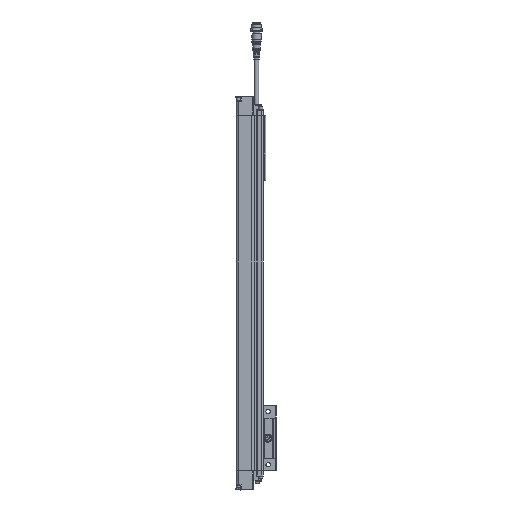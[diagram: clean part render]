
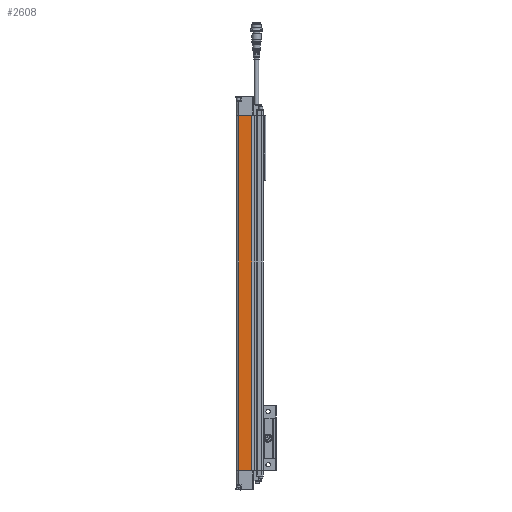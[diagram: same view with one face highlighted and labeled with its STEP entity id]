
A CAD part, left-side view. The second image highlights one B-rep face of the part: STEP entity #2608.
In plain terms, the highlighted planar face has unit normal (-1, 0, 0).
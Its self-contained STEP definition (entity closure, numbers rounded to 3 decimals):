
#2608 = ADVANCED_FACE ( 'NONE', ( #26267 ), #48227, .F. ) ;
#2707 = LINE ( 'NONE', #51992, #54046 ) ;
#2836 = ORIENTED_EDGE ( 'NONE', *, *, #6452, .F. ) ;
#4618 = VECTOR ( 'NONE', #48560, 1000. ) ;
#5875 = CARTESIAN_POINT ( 'NONE',  ( -14., 14.25, -320. ) ) ;
#6452 = EDGE_CURVE ( 'NONE', #44561, #29494, #9085, .T. ) ;
#9085 = LINE ( 'NONE', #17625, #12180 ) ;
#9316 = AXIS2_PLACEMENT_3D ( 'NONE', #25671, #13038, #30106 ) ;
#9630 = CARTESIAN_POINT ( 'NONE',  ( -14., -65.922, 120. ) ) ;
#10237 = CARTESIAN_POINT ( 'NONE',  ( -14., 30.452, -320. ) ) ;
#12180 = VECTOR ( 'NONE', #27598, 1000. ) ;
#12893 = EDGE_CURVE ( 'NONE', #29494, #19685, #26980, .T. ) ;
#13038 = DIRECTION ( 'NONE',  ( 1., 0., 0. ) ) ;
#14326 = DIRECTION ( 'NONE',  ( 0., -1., 0. ) ) ;
#15893 = ORIENTED_EDGE ( 'NONE', *, *, #37625, .F. ) ;
#17174 = VECTOR ( 'NONE', #14326, 1000. ) ;
#17625 = CARTESIAN_POINT ( 'NONE',  ( -14., 30.452, 120. ) ) ;
#19685 = VERTEX_POINT ( 'NONE', #39562 ) ;
#20613 = DIRECTION ( 'NONE',  ( 0., -1., 0. ) ) ;
#22467 = LINE ( 'NONE', #40380, #4618 ) ;
#25671 = CARTESIAN_POINT ( 'NONE',  ( -14., 30.452, 120. ) ) ;
#26267 = FACE_OUTER_BOUND ( 'NONE', #51879, .T. ) ;
#26980 = LINE ( 'NONE', #9630, #17174 ) ;
#27598 = DIRECTION ( 'NONE',  ( 0., 0., 1. ) ) ;
#29494 = VERTEX_POINT ( 'NONE', #46109 ) ;
#30106 = DIRECTION ( 'NONE',  ( 0., 1., 0. ) ) ;
#30619 = ORIENTED_EDGE ( 'NONE', *, *, #12893, .F. ) ;
#32486 = EDGE_CURVE ( 'NONE', #44561, #48856, #2707, .T. ) ;
#37625 = EDGE_CURVE ( 'NONE', #19685, #48856, #22467, .T. ) ;
#39562 = CARTESIAN_POINT ( 'NONE',  ( -14., 14.25, 120. ) ) ;
#40380 = CARTESIAN_POINT ( 'NONE',  ( -14., 14.25, 120. ) ) ;
#44561 = VERTEX_POINT ( 'NONE', #10237 ) ;
#46109 = CARTESIAN_POINT ( 'NONE',  ( -14., 30.452, 120. ) ) ;
#48227 = PLANE ( 'NONE',  #9316 ) ;
#48560 = DIRECTION ( 'NONE',  ( 0., 0., -1. ) ) ;
#48856 = VERTEX_POINT ( 'NONE', #5875 ) ;
#51002 = ORIENTED_EDGE ( 'NONE', *, *, #32486, .T. ) ;
#51879 = EDGE_LOOP ( 'NONE', ( #30619, #2836, #51002, #15893 ) ) ;
#51992 = CARTESIAN_POINT ( 'NONE',  ( -14., -65.922, -320. ) ) ;
#54046 = VECTOR ( 'NONE', #20613, 1000. ) ;
